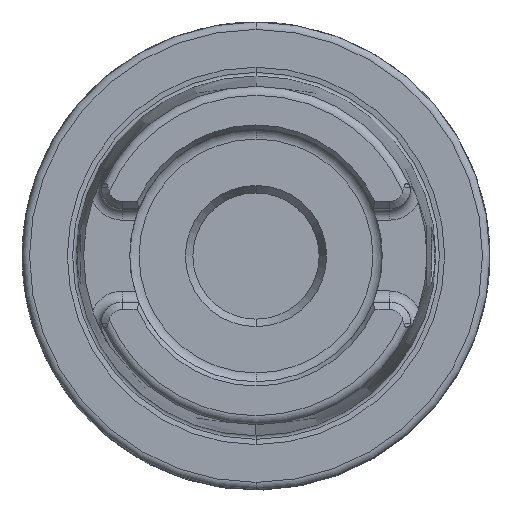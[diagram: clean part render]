
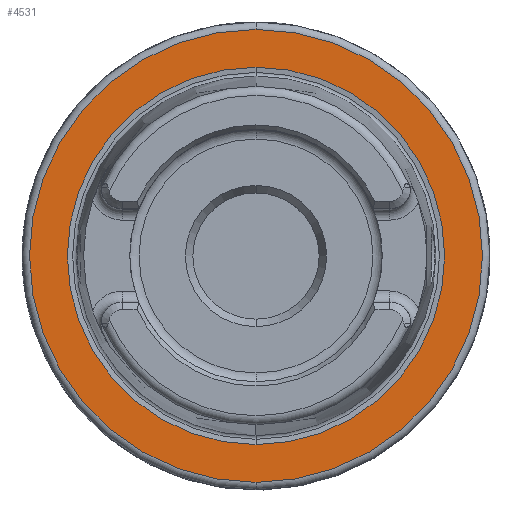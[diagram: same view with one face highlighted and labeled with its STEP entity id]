
A CAD part, top view. The second image highlights one B-rep face of the part: STEP entity #4531.
In plain terms, the highlighted planar face has unit normal (0, 0, 1).
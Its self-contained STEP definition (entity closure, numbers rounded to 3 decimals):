
#1264=CARTESIAN_POINT('',(0,0,26));
#1265=DIRECTION('',(0,0,-1));
#1266=DIRECTION('',(0,1,0));
#1267=AXIS2_PLACEMENT_3D('',#1264,#1265,#1266);
#1277=CARTESIAN_POINT('',(0,0,26));
#1278=DIRECTION('',(0,0,1));
#1279=DIRECTION('',(0,1,0));
#1280=AXIS2_PLACEMENT_3D('',#1277,#1278,#1279);
#1282=CARTESIAN_POINT('',(0,0,26));
#1283=DIRECTION('',(0,0,1));
#1284=DIRECTION('',(0,1,0));
#1285=AXIS2_PLACEMENT_3D('',#1282,#1283,#1284);
#1287=CARTESIAN_POINT('',(0,0,26));
#1288=DIRECTION('',(0,0,1));
#1289=DIRECTION('',(0,-1,0));
#1290=AXIS2_PLACEMENT_3D('',#1287,#1288,#1289);
#2742=CARTESIAN_POINT('',(0,25.409,26));
#2744=VERTEX_POINT('',#2742);
#2778=CARTESIAN_POINT('',(0,-25.409,26));
#2780=VERTEX_POINT('',#2778);
#2844=CARTESIAN_POINT('',(0,30.5,26));
#2845=CARTESIAN_POINT('',(0,-30.5,26));
#2846=VERTEX_POINT('',#2844);
#2847=VERTEX_POINT('',#2845);
#4516=CARTESIAN_POINT('',(0,0,26));
#4517=DIRECTION('',(0,0,-1));
#4518=DIRECTION('',(0,-1,0));
#4519=AXIS2_PLACEMENT_3D('',#4516,#4517,#4518);
#4520=PLANE('',#4519);
#4522=ORIENTED_EDGE('',*,*,#4521,.F.);
#4524=ORIENTED_EDGE('',*,*,#4523,.F.);
#4525=EDGE_LOOP('',(#4522,#4524));
#4526=FACE_OUTER_BOUND('',#4525,.F.);
#4527=ORIENTED_EDGE('',*,*,#4511,.T.);
#4528=ORIENTED_EDGE('',*,*,#4495,.F.);
#4529=EDGE_LOOP('',(#4527,#4528));
#4530=FACE_BOUND('',#4529,.F.);
#4531=ADVANCED_FACE('',(#4526,#4530),#4520,.F.);
#1268=CIRCLE('',#1267,25.409);
#1281=CIRCLE('',#1280,25.409);
#1286=CIRCLE('',#1285,30.5);
#1291=CIRCLE('',#1290,30.5);
#4495=EDGE_CURVE('',#2744,#2780,#1268,.T.);
#4511=EDGE_CURVE('',#2744,#2780,#1281,.T.);
#4521=EDGE_CURVE('',#2846,#2847,#1286,.T.);
#4523=EDGE_CURVE('',#2847,#2846,#1291,.T.);
